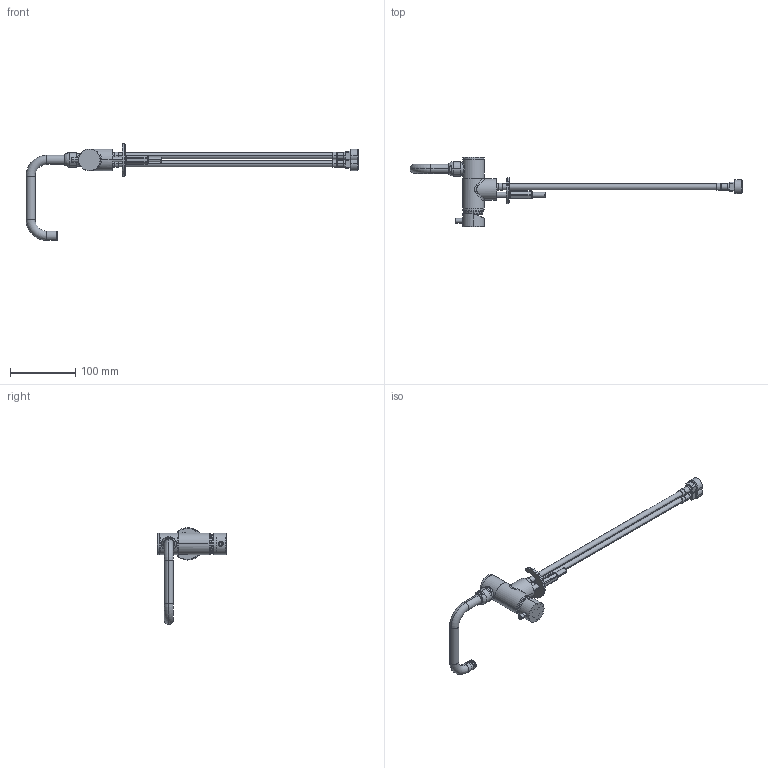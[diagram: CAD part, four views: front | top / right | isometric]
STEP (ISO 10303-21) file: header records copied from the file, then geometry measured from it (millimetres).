
FILE_DESCRIPTION((''),'2;1');
FILE_NAME('JS1A0602_ASM','2021-03-07T',('蚰貀癡妧庣斕勛'),('Globeunion.com'),'PRO/ENGINEER BY PARAMETRIC TECHNOLOGY CORPORATION, 2014000','PRO/ENGINEER BY PARAMETRIC TECHNOLOGY CORPORATION, 2014000','');
FILE_SCHEMA(('CONFIG_CONTROL_DESIGN'));
Length unit declared in the file: millimetre
Products named in the file (28): 106870N-90; 027480; 028112; 120500N; 045514N; 027145; 124234; 027424; 028113; 058617; 052048; 027446; 124240_ASM; 530062-2; 058625; 063469; 038648; 020423; 034137; 038662_ASM; 024459; 021081; 058598; 024250; 031171; 300232NC; 300232NH; JS1A0602_ASM
Assembly tree (30 placements, depth 3):
  JS1A0602_ASM
    106870N-90
    027480  x2
    028112  x2
    120500N
    045514N
    027145
    124240_ASM
      124234
      027424  x2
      028113
      058617
      052048
      027446
    530062-2
    058625
    063469
    038662_ASM
      038648
      020423
      034137
    024459
    021081
    058598
    024250
    031171
    300232NC
    300232NH
Bounding box: 507.5 x 105.8 x 147.73 mm (x, y, z)
Volume: 142018.6 mm3; surface area: 116845.2 mm2
Topology: 28 solids, 28 shells, 1094 faces, 2452 edges, 1475 vertices
Faces by surface type: cylinder 404, plane 271, torus 167, cone 161, bspline 62, sphere 28, extrusion 1
Entity records: 34872 total; most frequent: CARTESIAN_POINT 9780, DIRECTION 5668, ORIENTED_EDGE 4824, EDGE_CURVE 2412, AXIS2_PLACEMENT_3D 2404, VERTEX_POINT 1459, CIRCLE 1319, EDGE_LOOP 1223
